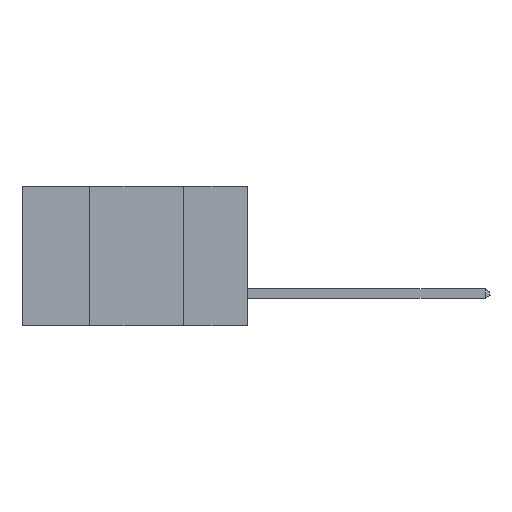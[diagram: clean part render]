
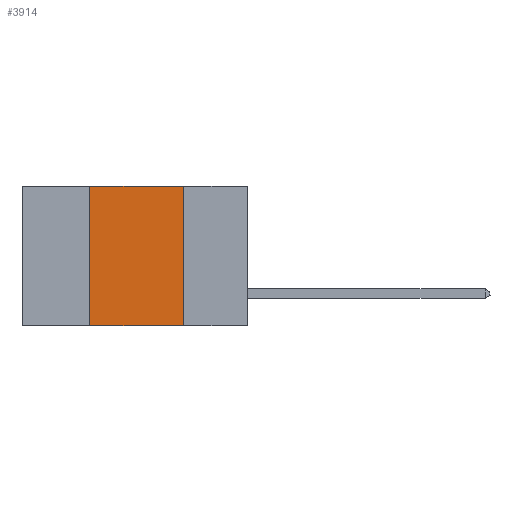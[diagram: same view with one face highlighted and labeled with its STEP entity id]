
A CAD part, left-side view. The second image highlights one B-rep face of the part: STEP entity #3914.
In plain terms, the highlighted planar face has unit normal (-1, 0, 0).
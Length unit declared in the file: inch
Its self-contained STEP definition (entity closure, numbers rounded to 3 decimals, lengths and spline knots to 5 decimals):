
#528 = CARTESIAN_POINT ( 'NONE',  ( 0., 0.17, 0. ) ) ;
#1112 = LINE ( 'NONE', #22718, #23379 ) ;
#2076 = AXIS2_PLACEMENT_3D ( 'NONE', #7108, #11216, #6303 ) ;
#3644 = FACE_OUTER_BOUND ( 'NONE', #9125, .T. ) ;
#3914 = ADVANCED_FACE ( 'NONE', ( #3644 ), #7675, .F. ) ;
#5350 = LINE ( 'NONE', #6248, #22911 ) ;
#5827 = VERTEX_POINT ( 'NONE', #28262 ) ;
#6172 = CARTESIAN_POINT ( 'NONE',  ( 0., 0.17, 0. ) ) ;
#6248 = CARTESIAN_POINT ( 'NONE',  ( 0., 0.6, 0. ) ) ;
#6303 = DIRECTION ( 'NONE',  ( 0., 0., -1. ) ) ;
#7108 = CARTESIAN_POINT ( 'NONE',  ( 0., 0.6, 0. ) ) ;
#7675 = PLANE ( 'NONE',  #2076 ) ;
#8490 = EDGE_CURVE ( 'NONE', #23680, #5827, #13178, .T. ) ;
#8583 = DIRECTION ( 'NONE',  ( 0., -1., 0. ) ) ;
#8816 = ORIENTED_EDGE ( 'NONE', *, *, #8490, .F. ) ;
#9125 = EDGE_LOOP ( 'NONE', ( #8816, #10247, #11695, #13126 ) ) ;
#10095 = LINE ( 'NONE', #11821, #17601 ) ;
#10247 = ORIENTED_EDGE ( 'NONE', *, *, #18085, .F. ) ;
#11216 = DIRECTION ( 'NONE',  ( 1., 0., 0. ) ) ;
#11695 = ORIENTED_EDGE ( 'NONE', *, *, #16159, .F. ) ;
#11821 = CARTESIAN_POINT ( 'NONE',  ( 0., 0.6, -0.37 ) ) ;
#12183 = DIRECTION ( 'NONE',  ( 0., 0., -1. ) ) ;
#13126 = ORIENTED_EDGE ( 'NONE', *, *, #17684, .T. ) ;
#13178 = LINE ( 'NONE', #528, #24558 ) ;
#13653 = DIRECTION ( 'NONE',  ( 0., 0., 1. ) ) ;
#14944 = VERTEX_POINT ( 'NONE', #25340 ) ;
#15527 = VERTEX_POINT ( 'NONE', #16078 ) ;
#16078 = CARTESIAN_POINT ( 'NONE',  ( 0., 0.42, 0. ) ) ;
#16159 = EDGE_CURVE ( 'NONE', #14944, #15527, #1112, .T. ) ;
#17601 = VECTOR ( 'NONE', #27541, 39.37008 ) ;
#17684 = EDGE_CURVE ( 'NONE', #14944, #5827, #10095, .T. ) ;
#18085 = EDGE_CURVE ( 'NONE', #15527, #23680, #5350, .T. ) ;
#22718 = CARTESIAN_POINT ( 'NONE',  ( 0., 0.42, 0. ) ) ;
#22911 = VECTOR ( 'NONE', #8583, 39.37008 ) ;
#23379 = VECTOR ( 'NONE', #13653, 39.37008 ) ;
#23680 = VERTEX_POINT ( 'NONE', #6172 ) ;
#24558 = VECTOR ( 'NONE', #12183, 39.37008 ) ;
#25340 = CARTESIAN_POINT ( 'NONE',  ( 0., 0.42, -0.37 ) ) ;
#27541 = DIRECTION ( 'NONE',  ( 0., -1., 0. ) ) ;
#28262 = CARTESIAN_POINT ( 'NONE',  ( 0., 0.17, -0.37 ) ) ;
